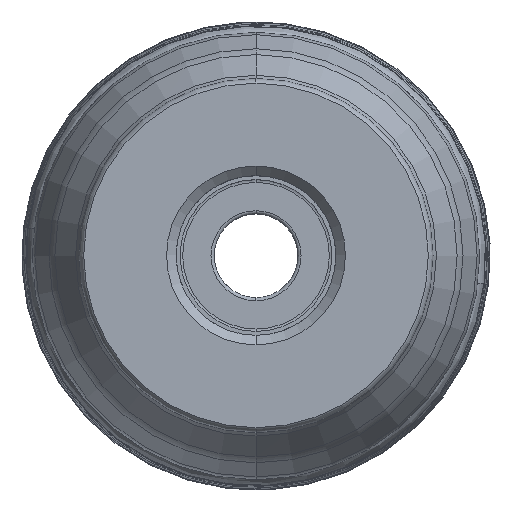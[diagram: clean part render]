
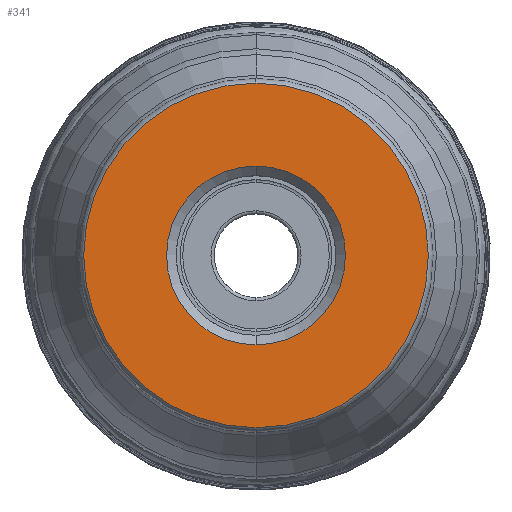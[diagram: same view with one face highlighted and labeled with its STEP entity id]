
A CAD part, top view. The second image highlights one B-rep face of the part: STEP entity #341.
In plain terms, the highlighted planar face has unit normal (0, 0, 1).
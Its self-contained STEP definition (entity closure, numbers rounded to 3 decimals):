
#46=PLANE('',#3287);
#56=FACE_BOUND('',#697,.T.);
#57=FACE_BOUND('',#698,.T.);
#341=ADVANCED_FACE('',(#56,#57),#46,.T.);
#697=EDGE_LOOP('',(#1317,#1318,#1319,#1320));
#698=EDGE_LOOP('',(#1321,#1322));
#1317=ORIENTED_EDGE('',*,*,#2031,.T.);
#1318=ORIENTED_EDGE('',*,*,#2032,.T.);
#1319=ORIENTED_EDGE('',*,*,#2033,.F.);
#1320=ORIENTED_EDGE('',*,*,#2034,.F.);
#1321=ORIENTED_EDGE('',*,*,#2028,.F.);
#1322=ORIENTED_EDGE('',*,*,#2030,.F.);
#1671=VERTEX_POINT('',#6297);
#1672=VERTEX_POINT('',#6299);
#1673=VERTEX_POINT('',#6305);
#1674=VERTEX_POINT('',#6306);
#1675=VERTEX_POINT('',#6308);
#1676=VERTEX_POINT('',#6310);
#2028=EDGE_CURVE('',#1671,#1672,#2449,.T.);
#2030=EDGE_CURVE('',#1672,#1671,#2450,.T.);
#2031=EDGE_CURVE('',#1673,#1674,#2451,.T.);
#2032=EDGE_CURVE('',#1674,#1675,#2452,.T.);
#2033=EDGE_CURVE('',#1676,#1675,#2453,.T.);
#2034=EDGE_CURVE('',#1673,#1676,#2454,.T.);
#2449=CIRCLE('',#3279,11.225);
#2450=CIRCLE('',#3281,11.225);
#2451=CIRCLE('',#3283,21.625);
#2452=CIRCLE('',#3284,21.625);
#2453=CIRCLE('',#3285,21.625);
#2454=CIRCLE('',#3286,21.625);
#3279=AXIS2_PLACEMENT_3D('',#6298,#4205,#4206);
#3281=AXIS2_PLACEMENT_3D('',#6302,#4210,#4211);
#3283=AXIS2_PLACEMENT_3D('',#6304,#4214,#4215);
#3284=AXIS2_PLACEMENT_3D('',#6307,#4216,#4217);
#3285=AXIS2_PLACEMENT_3D('',#6309,#4218,#4219);
#3286=AXIS2_PLACEMENT_3D('',#6311,#4220,#4221);
#3287=AXIS2_PLACEMENT_3D('',#6312,#4222,#4223);
#4205=DIRECTION('',(0.,0.,1.));
#4206=DIRECTION('',(0.,-1.,0.));
#4210=DIRECTION('',(0.,0.,1.));
#4211=DIRECTION('',(0.,1.,0.));
#4214=DIRECTION('',(0.,0.,1.));
#4215=DIRECTION('',(0.,-1.,0.));
#4216=DIRECTION('',(0.,0.,1.));
#4217=DIRECTION('',(0.,-1.,0.));
#4218=DIRECTION('',(0.,0.,-1.));
#4219=DIRECTION('',(0.,1.,0.));
#4220=DIRECTION('',(0.,0.,-1.));
#4221=DIRECTION('',(0.,1.,0.));
#4222=DIRECTION('',(0.,0.,1.));
#4223=DIRECTION('',(0.,-1.,0.));
#6297=CARTESIAN_POINT('',(0.,-11.225,0.));
#6298=CARTESIAN_POINT('',(0.,0.,0.));
#6299=CARTESIAN_POINT('',(0.,11.225,0.));
#6302=CARTESIAN_POINT('',(0.,0.,0.));
#6304=CARTESIAN_POINT('',(0.,0.,0.));
#6305=CARTESIAN_POINT('',(-0.016,21.625,0.));
#6306=CARTESIAN_POINT('',(0.,-21.625,0.));
#6307=CARTESIAN_POINT('',(0.,0.,0.));
#6308=CARTESIAN_POINT('',(0.016,-21.625,0.));
#6309=CARTESIAN_POINT('',(0.,0.,0.));
#6310=CARTESIAN_POINT('',(0.,21.625,0.));
#6311=CARTESIAN_POINT('',(0.,0.,0.));
#6312=CARTESIAN_POINT('',(0.,0.,0.));
